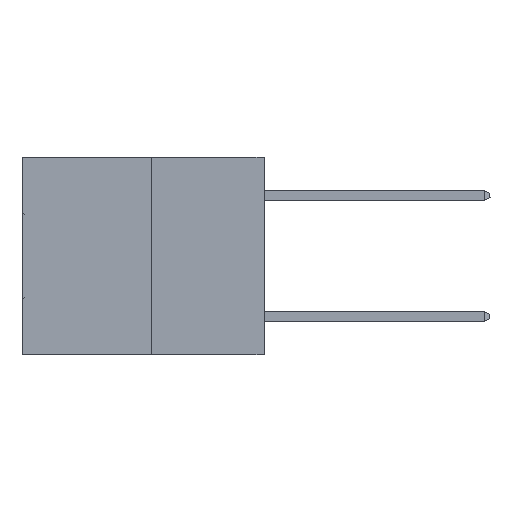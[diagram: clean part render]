
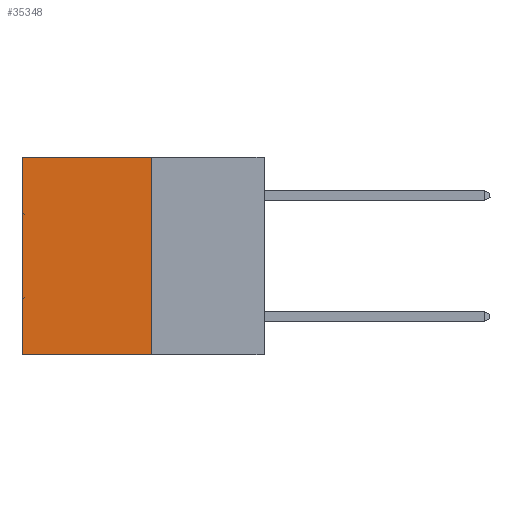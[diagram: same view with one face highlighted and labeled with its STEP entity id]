
A CAD part, left-side view. The second image highlights one B-rep face of the part: STEP entity #35348.
In plain terms, the highlighted planar face has unit normal (-1, 0, 0).
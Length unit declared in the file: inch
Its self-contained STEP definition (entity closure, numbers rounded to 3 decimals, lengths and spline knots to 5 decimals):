
#171 = EDGE_CURVE ( 'NONE', #29297, #21095, #21779, .T. ) ;
#809 = CARTESIAN_POINT ( 'NONE',  ( 0.3165, 0.6, -0.49 ) ) ;
#3140 = CARTESIAN_POINT ( 'NONE',  ( 0.3165, 0.6, 0. ) ) ;
#3299 = DIRECTION ( 'NONE',  ( 0., 0., -1. ) ) ;
#3453 = LINE ( 'NONE', #26119, #28864 ) ;
#3522 = DIRECTION ( 'NONE',  ( 0., 1., 0. ) ) ;
#4901 = CARTESIAN_POINT ( 'NONE',  ( 0.3165, 0.28, -0.49 ) ) ;
#7086 = LINE ( 'NONE', #17103, #23154 ) ;
#7362 = EDGE_CURVE ( 'NONE', #13991, #29297, #3453, .T. ) ;
#10939 = DIRECTION ( 'NONE',  ( 0., 0., -1. ) ) ;
#12695 = ORIENTED_EDGE ( 'NONE', *, *, #15976, .T. ) ;
#13991 = VERTEX_POINT ( 'NONE', #20675 ) ;
#14502 = DIRECTION ( 'NONE',  ( 1., 0., 0. ) ) ;
#14755 = VERTEX_POINT ( 'NONE', #3140 ) ;
#15976 = EDGE_CURVE ( 'NONE', #14755, #21095, #7086, .T. ) ;
#16016 = ORIENTED_EDGE ( 'NONE', *, *, #171, .F. ) ;
#17103 = CARTESIAN_POINT ( 'NONE',  ( 0.3165, 0.6, -0.49 ) ) ;
#17152 = CARTESIAN_POINT ( 'NONE',  ( 0.3165, 0.28, -0.49 ) ) ;
#17410 = CARTESIAN_POINT ( 'NONE',  ( 0.3165, 0.28, -0.49 ) ) ;
#20675 = CARTESIAN_POINT ( 'NONE',  ( 0.3165, 0.28, 0. ) ) ;
#20922 = EDGE_LOOP ( 'NONE', ( #12695, #16016, #24203, #24273 ) ) ;
#20960 = AXIS2_PLACEMENT_3D ( 'NONE', #17410, #14502, #22726 ) ;
#21095 = VERTEX_POINT ( 'NONE', #809 ) ;
#21779 = LINE ( 'NONE', #17152, #29767 ) ;
#22726 = DIRECTION ( 'NONE',  ( 0., 0., -1. ) ) ;
#23154 = VECTOR ( 'NONE', #10939, 39.37008 ) ;
#23358 = LINE ( 'NONE', #31576, #35359 ) ;
#24203 = ORIENTED_EDGE ( 'NONE', *, *, #7362, .F. ) ;
#24273 = ORIENTED_EDGE ( 'NONE', *, *, #35223, .T. ) ;
#26119 = CARTESIAN_POINT ( 'NONE',  ( 0.3165, 0.28, -0.49 ) ) ;
#28561 = PLANE ( 'NONE',  #20960 ) ;
#28864 = VECTOR ( 'NONE', #3299, 39.37008 ) ;
#29297 = VERTEX_POINT ( 'NONE', #4901 ) ;
#29767 = VECTOR ( 'NONE', #3522, 39.37008 ) ;
#30030 = FACE_OUTER_BOUND ( 'NONE', #20922, .T. ) ;
#31576 = CARTESIAN_POINT ( 'NONE',  ( 0.3165, 0.28, 0. ) ) ;
#31942 = DIRECTION ( 'NONE',  ( 0., 1., 0. ) ) ;
#35223 = EDGE_CURVE ( 'NONE', #13991, #14755, #23358, .T. ) ;
#35348 = ADVANCED_FACE ( 'NONE', ( #30030 ), #28561, .F. ) ;
#35359 = VECTOR ( 'NONE', #31942, 39.37008 ) ;
